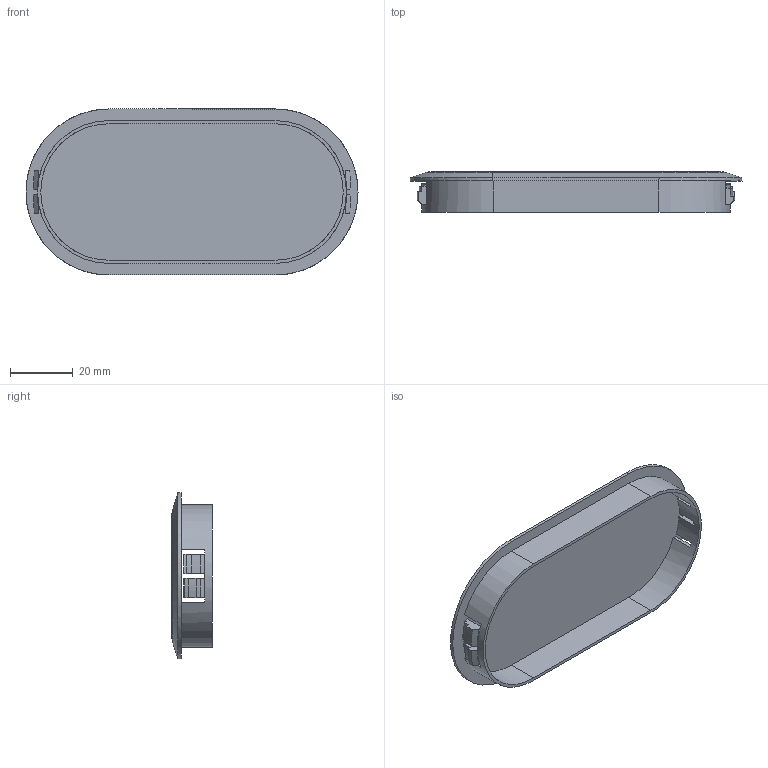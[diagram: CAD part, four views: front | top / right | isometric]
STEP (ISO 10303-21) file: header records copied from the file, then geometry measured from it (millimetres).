
FILE_DESCRIPTION (( 'STEP AP203' ), '1' );
FILE_NAME ('sone3D.STEP', '2016-04-15T08:23:48', ( '' ), ( '' ), 'SwSTEP 2.0', 'SolidWorks 2014', '' );
FILE_SCHEMA (( 'CONFIG_CONTROL_DESIGN' ));
Length unit declared in the file: millimetre
Products named in the file (1): sone3D
Bounding box: 106 x 13 x 53 mm (x, y, z)
Volume: 14826.2 mm3; surface area: 17234.3 mm2
Topology: 1 solids, 1 shells, 194 faces, 510 edges, 334 vertices
Faces by surface type: plane 146, cylinder 32, bspline 12, cone 4
Entity records: 7771 total; most frequent: CARTESIAN_POINT 2937, ORIENTED_EDGE 1020, DIRECTION 926, EDGE_CURVE 510, VECTOR 368, LINE 368, VERTEX_POINT 334, AXIS2_PLACEMENT_3D 279
